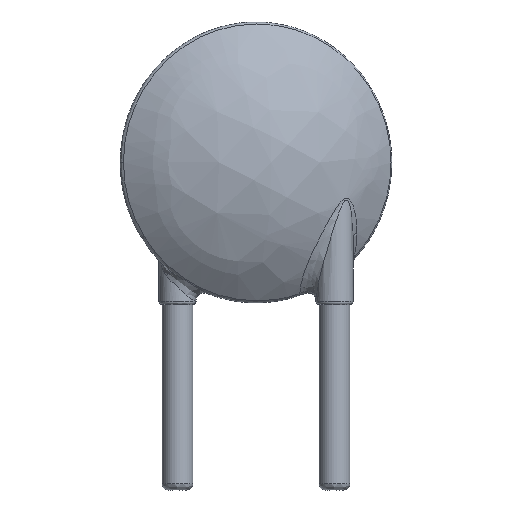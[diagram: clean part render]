
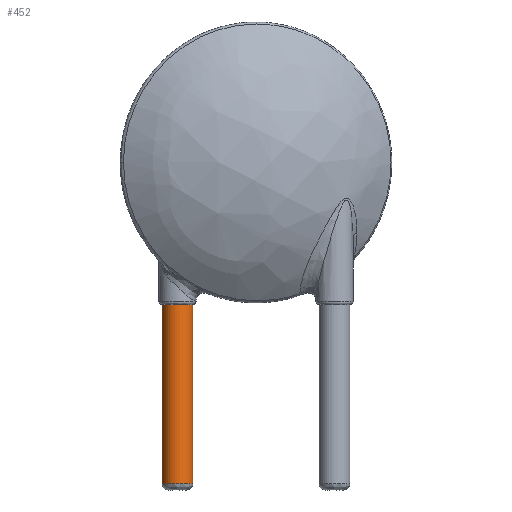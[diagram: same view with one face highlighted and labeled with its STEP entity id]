
A CAD part, front view. The second image highlights one B-rep face of the part: STEP entity #452.
In plain terms, the highlighted cylindrical face has radius 0.25 mm (diameter 0.5 mm), a partial arc.
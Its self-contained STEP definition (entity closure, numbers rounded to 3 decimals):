
#166 = VERTEX_POINT('',#167);
#167 = CARTESIAN_POINT('',(-1.52,0.,-2.9));
#204 = ( BOUNDED_SURFACE() B_SPLINE_SURFACE(3,3,(
    (#205,#206,#207,#208)
    ,(#209,#210,#211,#212)
    ,(#213,#214,#215,#216)
    ,(#217,#218,#219,#220
)),.UNSPECIFIED.,.F.,.F.,.F.) B_SPLINE_SURFACE_WITH_KNOTS((4,4),(4,4),(
    0.,1.),(0.,1.),.PIECEWISE_BEZIER_KNOTS.) 
GEOMETRIC_REPRESENTATION_ITEM() RATIONAL_B_SPLINE_SURFACE((
    (1.,0.333,0.333,1.)
    ,(0.805,0.268,0.268,0.805)
    ,(0.805,0.268,0.268,0.805)
,(1.,0.333,0.333,1.
))) REPRESENTATION_ITEM('') SURFACE() );
#205 = CARTESIAN_POINT('',(-1.12,0.,-3.));
#206 = CARTESIAN_POINT('',(-1.12,-0.3,-3.));
#207 = CARTESIAN_POINT('',(-1.42,-0.3,-3.));
#208 = CARTESIAN_POINT('',(-1.42,0.,-3.));
#209 = CARTESIAN_POINT('',(-1.061,0.,-3.));
#210 = CARTESIAN_POINT('',(-1.061,-0.417,-3.));
#211 = CARTESIAN_POINT('',(-1.479,-0.417,-3.));
#212 = CARTESIAN_POINT('',(-1.479,0.,-3.));
#213 = CARTESIAN_POINT('',(-1.02,0.,-2.959));
#214 = CARTESIAN_POINT('',(-1.02,-0.5,-2.959));
#215 = CARTESIAN_POINT('',(-1.52,-0.5,-2.959));
#216 = CARTESIAN_POINT('',(-1.52,0.,-2.959));
#217 = CARTESIAN_POINT('',(-1.02,0.,-2.9));
#218 = CARTESIAN_POINT('',(-1.02,-0.5,-2.9));
#219 = CARTESIAN_POINT('',(-1.52,-0.5,-2.9));
#220 = CARTESIAN_POINT('',(-1.52,0.,-2.9));
#251 = VERTEX_POINT('',#252);
#252 = CARTESIAN_POINT('',(-1.02,0.,-2.9));
#289 = CYLINDRICAL_SURFACE('',#290,0.25);
#290 = AXIS2_PLACEMENT_3D('',#291,#292,#293);
#291 = CARTESIAN_POINT('',(-1.27,0.,-3.));
#292 = DIRECTION('',(0.,0.,1.));
#293 = DIRECTION('',(1.,0.,-0.));
#371 = EDGE_CURVE('',#166,#372,#374,.T.);
#372 = VERTEX_POINT('',#373);
#373 = CARTESIAN_POINT('',(-1.52,0.,0.));
#374 = SURFACE_CURVE('',#375,(#379,#386),.PCURVE_S1.);
#375 = LINE('',#376,#377);
#376 = CARTESIAN_POINT('',(-1.52,0.,-3.));
#377 = VECTOR('',#378,1.);
#378 = DIRECTION('',(0.,0.,1.));
#379 = PCURVE('',#289,#380);
#380 = DEFINITIONAL_REPRESENTATION('',(#381),#385);
#381 = LINE('',#382,#383);
#382 = CARTESIAN_POINT('',(3.142,0.));
#383 = VECTOR('',#384,1.);
#384 = DIRECTION('',(0.,1.));
#385 = ( GEOMETRIC_REPRESENTATION_CONTEXT(2) 
PARAMETRIC_REPRESENTATION_CONTEXT() REPRESENTATION_CONTEXT('2D SPACE',''
  ) );
#386 = PCURVE('',#387,#392);
#387 = CYLINDRICAL_SURFACE('',#388,0.25);
#388 = AXIS2_PLACEMENT_3D('',#389,#390,#391);
#389 = CARTESIAN_POINT('',(-1.27,0.,-3.));
#390 = DIRECTION('',(0.,0.,1.));
#391 = DIRECTION('',(1.,0.,-0.));
#392 = DEFINITIONAL_REPRESENTATION('',(#393),#397);
#393 = LINE('',#394,#395);
#394 = CARTESIAN_POINT('',(3.142,0.));
#395 = VECTOR('',#396,1.);
#396 = DIRECTION('',(0.,1.));
#397 = ( GEOMETRIC_REPRESENTATION_CONTEXT(2) 
PARAMETRIC_REPRESENTATION_CONTEXT() REPRESENTATION_CONTEXT('2D SPACE',''
  ) );
#400 = VERTEX_POINT('',#401);
#401 = CARTESIAN_POINT('',(-1.02,0.,0.));
#416 = PLANE('',#417);
#417 = AXIS2_PLACEMENT_3D('',#418,#419,#420);
#418 = CARTESIAN_POINT('',(-1.27,0.,0.));
#419 = DIRECTION('',(0.,0.,1.));
#420 = DIRECTION('',(1.,0.,-0.));
#432 = EDGE_CURVE('',#251,#400,#433,.T.);
#433 = SURFACE_CURVE('',#434,(#438,#445),.PCURVE_S1.);
#434 = LINE('',#435,#436);
#435 = CARTESIAN_POINT('',(-1.02,0.,-3.));
#436 = VECTOR('',#437,1.);
#437 = DIRECTION('',(0.,0.,1.));
#438 = PCURVE('',#289,#439);
#439 = DEFINITIONAL_REPRESENTATION('',(#440),#444);
#440 = LINE('',#441,#442);
#441 = CARTESIAN_POINT('',(0.,0.));
#442 = VECTOR('',#443,1.);
#443 = DIRECTION('',(0.,1.));
#444 = ( GEOMETRIC_REPRESENTATION_CONTEXT(2) 
PARAMETRIC_REPRESENTATION_CONTEXT() REPRESENTATION_CONTEXT('2D SPACE',''
  ) );
#445 = PCURVE('',#387,#446);
#446 = DEFINITIONAL_REPRESENTATION('',(#447),#451);
#447 = LINE('',#448,#449);
#448 = CARTESIAN_POINT('',(6.283,0.));
#449 = VECTOR('',#450,1.);
#450 = DIRECTION('',(0.,1.));
#451 = ( GEOMETRIC_REPRESENTATION_CONTEXT(2) 
PARAMETRIC_REPRESENTATION_CONTEXT() REPRESENTATION_CONTEXT('2D SPACE',''
  ) );
#452 = ADVANCED_FACE('',(#453),#387,.T.);
#453 = FACE_BOUND('',#454,.T.);
#454 = EDGE_LOOP('',(#455,#456,#500,#501));
#455 = ORIENTED_EDGE('',*,*,#371,.F.);
#456 = ORIENTED_EDGE('',*,*,#457,.T.);
#457 = EDGE_CURVE('',#166,#251,#458,.T.);
#458 = SURFACE_CURVE('',#459,(#464,#471),.PCURVE_S1.);
#459 = CIRCLE('',#460,0.25);
#460 = AXIS2_PLACEMENT_3D('',#461,#462,#463);
#461 = CARTESIAN_POINT('',(-1.27,0.,-2.9));
#462 = DIRECTION('',(0.,0.,1.));
#463 = DIRECTION('',(1.,0.,-0.));
#464 = PCURVE('',#387,#465);
#465 = DEFINITIONAL_REPRESENTATION('',(#466),#470);
#466 = LINE('',#467,#468);
#467 = CARTESIAN_POINT('',(0.,0.1));
#468 = VECTOR('',#469,1.);
#469 = DIRECTION('',(1.,0.));
#470 = ( GEOMETRIC_REPRESENTATION_CONTEXT(2) 
PARAMETRIC_REPRESENTATION_CONTEXT() REPRESENTATION_CONTEXT('2D SPACE',''
  ) );
#471 = PCURVE('',#204,#472);
#472 = DEFINITIONAL_REPRESENTATION('',(#473),#499);
#473 = B_SPLINE_CURVE_WITH_KNOTS('',3,(#474,#475,#476,#477,#478,#479,
    #480,#481,#482,#483,#484,#485,#486,#487,#488,#489,#490,#491,#492,
    #493,#494,#495,#496,#497,#498),.UNSPECIFIED.,.F.,.F.,(4,1,1,1,1,1,1,
    1,1,1,1,1,1,1,1,1,1,1,1,1,1,1,4),(3.142,3.284,
    3.427,3.57,3.713,3.856,
    3.998,4.141,4.284,4.427,
    4.57,4.712,4.855,4.998,
    5.141,5.284,5.426,5.569,
    5.712,5.855,5.998,6.14,
    6.283),.QUASI_UNIFORM_KNOTS.);
#474 = CARTESIAN_POINT('',(1.,1.));
#475 = CARTESIAN_POINT('',(1.,0.976));
#476 = CARTESIAN_POINT('',(1.,0.932));
#477 = CARTESIAN_POINT('',(1.,0.873));
#478 = CARTESIAN_POINT('',(1.,0.821));
#479 = CARTESIAN_POINT('',(1.,0.772));
#480 = CARTESIAN_POINT('',(1.,0.728));
#481 = CARTESIAN_POINT('',(1.,0.686));
#482 = CARTESIAN_POINT('',(1.,0.647));
#483 = CARTESIAN_POINT('',(1.,0.609));
#484 = CARTESIAN_POINT('',(1.,0.572));
#485 = CARTESIAN_POINT('',(1.,0.536));
#486 = CARTESIAN_POINT('',(1.,0.5));
#487 = CARTESIAN_POINT('',(1.,0.464));
#488 = CARTESIAN_POINT('',(1.,0.428));
#489 = CARTESIAN_POINT('',(1.,0.391));
#490 = CARTESIAN_POINT('',(1.,0.353));
#491 = CARTESIAN_POINT('',(1.,0.314));
#492 = CARTESIAN_POINT('',(1.,0.272));
#493 = CARTESIAN_POINT('',(1.,0.228));
#494 = CARTESIAN_POINT('',(1.,0.179));
#495 = CARTESIAN_POINT('',(1.,0.127));
#496 = CARTESIAN_POINT('',(1.,0.068));
#497 = CARTESIAN_POINT('',(1.,0.024));
#498 = CARTESIAN_POINT('',(1.,0.));
#499 = ( GEOMETRIC_REPRESENTATION_CONTEXT(2) 
PARAMETRIC_REPRESENTATION_CONTEXT() REPRESENTATION_CONTEXT('2D SPACE',''
  ) );
#500 = ORIENTED_EDGE('',*,*,#432,.T.);
#501 = ORIENTED_EDGE('',*,*,#502,.T.);
#502 = EDGE_CURVE('',#400,#372,#503,.T.);
#503 = SURFACE_CURVE('',#504,(#509,#516),.PCURVE_S1.);
#504 = CIRCLE('',#505,0.25);
#505 = AXIS2_PLACEMENT_3D('',#506,#507,#508);
#506 = CARTESIAN_POINT('',(-1.27,0.,0.));
#507 = DIRECTION('',(0.,0.,-1.));
#508 = DIRECTION('',(1.,0.,0.));
#509 = PCURVE('',#387,#510);
#510 = DEFINITIONAL_REPRESENTATION('',(#511),#515);
#511 = LINE('',#512,#513);
#512 = CARTESIAN_POINT('',(6.283,3.));
#513 = VECTOR('',#514,1.);
#514 = DIRECTION('',(-1.,0.));
#515 = ( GEOMETRIC_REPRESENTATION_CONTEXT(2) 
PARAMETRIC_REPRESENTATION_CONTEXT() REPRESENTATION_CONTEXT('2D SPACE',''
  ) );
#516 = PCURVE('',#416,#517);
#517 = DEFINITIONAL_REPRESENTATION('',(#518),#526);
#518 = ( BOUNDED_CURVE() B_SPLINE_CURVE(2,(#519,#520,#521,#522,#523,#524
,#525),.UNSPECIFIED.,.T.,.F.) B_SPLINE_CURVE_WITH_KNOTS((1,2,2,2,2,1),(
    -2.094,0.,2.094,4.189,6.283,
8.378),.UNSPECIFIED.) CURVE() GEOMETRIC_REPRESENTATION_ITEM() 
RATIONAL_B_SPLINE_CURVE((1.,0.5,1.,0.5,1.,0.5,1.)) REPRESENTATION_ITEM(
  '') );
#519 = CARTESIAN_POINT('',(0.25,0.));
#520 = CARTESIAN_POINT('',(0.25,-0.433));
#521 = CARTESIAN_POINT('',(-0.125,-0.217));
#522 = CARTESIAN_POINT('',(-0.5,0.));
#523 = CARTESIAN_POINT('',(-0.125,0.217));
#524 = CARTESIAN_POINT('',(0.25,0.433));
#525 = CARTESIAN_POINT('',(0.25,0.));
#526 = ( GEOMETRIC_REPRESENTATION_CONTEXT(2) 
PARAMETRIC_REPRESENTATION_CONTEXT() REPRESENTATION_CONTEXT('2D SPACE',''
  ) );
